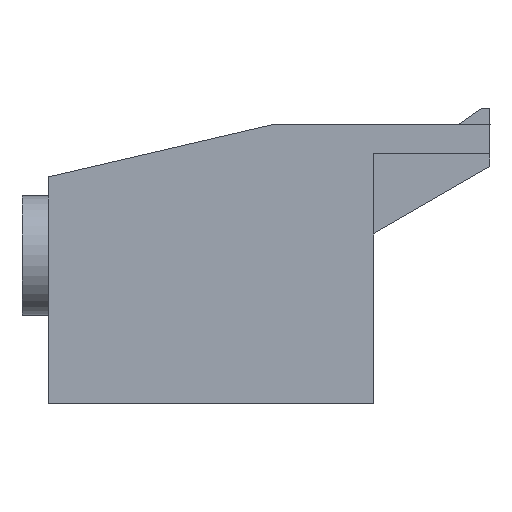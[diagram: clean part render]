
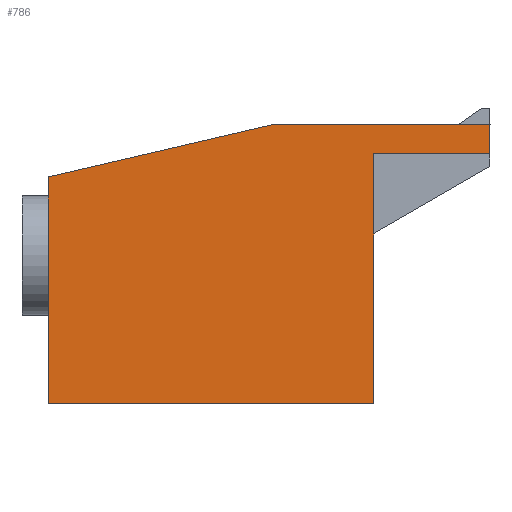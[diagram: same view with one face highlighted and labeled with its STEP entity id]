
A CAD part, left-side view. The second image highlights one B-rep face of the part: STEP entity #786.
In plain terms, the highlighted planar face has unit normal (-1, 0, 0).
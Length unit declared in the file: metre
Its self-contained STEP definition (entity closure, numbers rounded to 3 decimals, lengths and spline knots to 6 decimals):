
#786=ADVANCED_FACE('',(#2254),#2255,.T.);
#2254=FACE_OUTER_BOUND('',#4454,.T.);
#2255=PLANE('',#4455);
#4454=EDGE_LOOP('',(#7224,#7225,#7226,#7227,#7228,#7229,#7230));
#4455=AXIS2_PLACEMENT_3D('',#7231,#7232,#7233);
#7224=ORIENTED_EDGE('',*,*,#14520,.T.);
#7225=ORIENTED_EDGE('',*,*,#14521,.T.);
#7226=ORIENTED_EDGE('',*,*,#14522,.F.);
#7227=ORIENTED_EDGE('',*,*,#14523,.T.);
#7228=ORIENTED_EDGE('',*,*,#14524,.T.);
#7229=ORIENTED_EDGE('',*,*,#14525,.F.);
#7230=ORIENTED_EDGE('',*,*,#14526,.F.);
#7231=CARTESIAN_POINT('',(0.,0.0153,-0.00964));
#7232=DIRECTION('',(-1.0,0.,0.));
#7233=DIRECTION('',(0.,1.0,0.));
#14520=EDGE_CURVE('',#17375,#17376,#17377,.T.);
#14521=EDGE_CURVE('',#17376,#17378,#17379,.T.);
#14522=EDGE_CURVE('',#17380,#17378,#17381,.T.);
#14523=EDGE_CURVE('',#17380,#17382,#17383,.T.);
#14524=EDGE_CURVE('',#17382,#17384,#17385,.T.);
#14525=EDGE_CURVE('',#17386,#17384,#17387,.T.);
#14526=EDGE_CURVE('',#17375,#17386,#17388,.T.);
#17375=VERTEX_POINT('',#21635);
#17376=VERTEX_POINT('',#21636);
#17377=LINE('',#21637,#21638);
#17378=VERTEX_POINT('',#21639);
#17379=LINE('',#21640,#21641);
#17380=VERTEX_POINT('',#21642);
#17381=LINE('',#21643,#21644);
#17382=VERTEX_POINT('',#21645);
#17383=LINE('',#21646,#21647);
#17384=VERTEX_POINT('',#21648);
#17385=LINE('',#21649,#21650);
#17386=VERTEX_POINT('',#21651);
#17387=LINE('',#21652,#21653);
#17388=LINE('',#21654,#21655);
#21635=CARTESIAN_POINT('',(0.,0.,-0.001));
#21636=CARTESIAN_POINT('',(0.,0.,0.0));
#21637=CARTESIAN_POINT('',(0.,0.,0.00056));
#21638=VECTOR('',#28364,1.0);
#21639=CARTESIAN_POINT('',(0.,0.007471,0.));
#21640=CARTESIAN_POINT('',(0.,0.0153,0.));
#21641=VECTOR('',#28365,1.0);
#21642=CARTESIAN_POINT('',(0.,0.0152,-0.0018));
#21643=CARTESIAN_POINT('',(0.,0.017151,-0.002254));
#21644=VECTOR('',#28366,1.0);
#21645=CARTESIAN_POINT('',(0.,0.0152,-0.0096));
#21646=CARTESIAN_POINT('',(0.,0.0152,-0.00964));
#21647=VECTOR('',#28367,1.0);
#21648=CARTESIAN_POINT('',(0.,0.004,-0.0096));
#21649=CARTESIAN_POINT('',(0.,0.0153,-0.0096));
#21650=VECTOR('',#28368,1.0);
#21651=CARTESIAN_POINT('',(0.,0.004,-0.001));
#21652=CARTESIAN_POINT('',(0.,0.004,-0.00964));
#21653=VECTOR('',#28369,1.0);
#21654=CARTESIAN_POINT('',(0.,0.,-0.001));
#21655=VECTOR('',#28370,1.0);
#28364=DIRECTION('',(0.,0.,1.0));
#28365=DIRECTION('',(0.,1.0,0.));
#28366=DIRECTION('',(0.,-0.974,0.227));
#28367=DIRECTION('',(0.,0.,-1.0));
#28368=DIRECTION('',(0.,-1.0,0.));
#28369=DIRECTION('',(0.,0.,-1.0));
#28370=DIRECTION('',(0.,1.0,0.));
